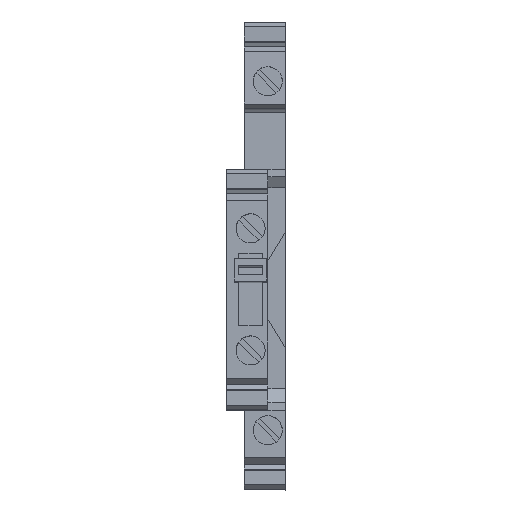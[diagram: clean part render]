
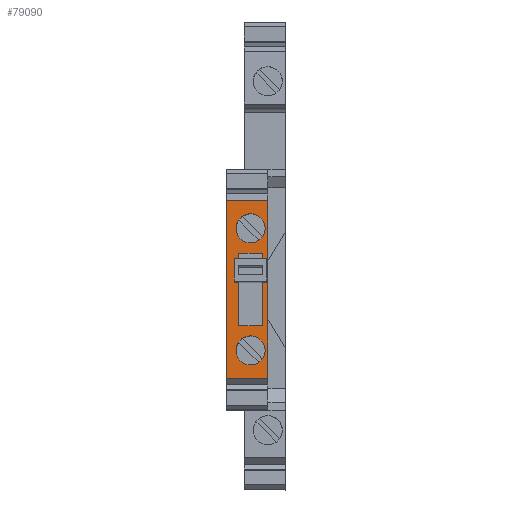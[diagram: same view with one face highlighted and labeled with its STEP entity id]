
A CAD part, top view. The second image highlights one B-rep face of the part: STEP entity #79090.
In plain terms, the highlighted face is planar.
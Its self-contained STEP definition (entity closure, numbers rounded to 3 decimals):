
#39890=CARTESIAN_POINT('',(14.225,31.349,
-5.8));
#39900=VERTEX_POINT('',#39890);
#42270=CARTESIAN_POINT('',(40.546,34.581,
-5.8));
#42280=VERTEX_POINT('',#42270);
#42310=CARTESIAN_POINT('',(0.,29.603,-5.8));
#42320=DIRECTION('',(-0.993,-0.122,
0.));
#42330=VECTOR('',#42320,1.);
#42340=LINE('',#42310,#42330);
#42350=EDGE_CURVE('',#42280,#39900,#42340,.T.);
#56560=CARTESIAN_POINT('',(0.,29.603,-4.685));
#56570=DIRECTION('',(0.993,0.122,
0.));
#56580=VECTOR('',#56570,1.);
#56590=LINE('',#56560,#56580);
#56600=CARTESIAN_POINT('',(28.451,33.096,
-4.685));
#56610=VERTEX_POINT('',#56600);
#56620=CARTESIAN_POINT('',(31.874,33.516,
-4.685));
#56630=VERTEX_POINT('',#56620);
#56640=EDGE_CURVE('',#56610,#56630,#56590,.T.);
#57820=CARTESIAN_POINT('',(14.225,31.349,0.));
#57830=DIRECTION('',(0.,0.,1.));
#57840=VECTOR('',#57830,1.);
#57850=LINE('',#57820,#57840);
#57860=CARTESIAN_POINT('',(14.225,31.349,
0.35));
#57870=VERTEX_POINT('',#57860);
#57880=EDGE_CURVE('',#39900,#57870,#57850,.T.);
#58110=CARTESIAN_POINT('',(40.546,34.581,0.));
#58120=DIRECTION('',(0.,0.,-1.));
#58130=VECTOR('',#58120,1.);
#58140=LINE('',#58110,#58130);
#58150=CARTESIAN_POINT('',(40.546,34.581,
0.35));
#58160=VERTEX_POINT('',#58150);
#58170=EDGE_CURVE('',#58160,#42280,#58140,.T.);
#77700=CARTESIAN_POINT('',(39.914,34.504,
-5.8));
#77710=DIRECTION('',(0.122,-0.993,
0.));
#77720=DIRECTION('',(0.993,0.122,
0.));
#77730=AXIS2_PLACEMENT_3D('',#77700,#77710,#77720);
#77740=PLANE('',#77730);
#77750=CARTESIAN_POINT('',(28.451,33.096,
0.));
#77760=DIRECTION('',(0.,0.,-1.));
#77770=VECTOR('',#77760,1.);
#77780=LINE('',#77750,#77770);
#77790=CARTESIAN_POINT('',(28.451,33.096,
-4.025));
#77800=VERTEX_POINT('',#77790);
#77810=EDGE_CURVE('',#77800,#56610,#77780,.T.);
#77820=ORIENTED_EDGE('',*,*,#77810,.T.);
#77830=CARTESIAN_POINT('',(0.,29.603,
-4.025));
#77840=DIRECTION('',(-0.993,-0.122,
0.));
#77850=VECTOR('',#77840,1.);
#77860=LINE('',#77830,#77850);
#77870=CARTESIAN_POINT('',(22.026,32.307,
-4.025));
#77880=VERTEX_POINT('',#77870);
#77890=EDGE_CURVE('',#77800,#77880,#77860,.T.);
#77900=ORIENTED_EDGE('',*,*,#77890,.F.);
#77910=CARTESIAN_POINT('',(22.026,32.307,
0.));
#77920=DIRECTION('',(0.,0.,1.));
#77930=VECTOR('',#77920,1.);
#77940=LINE('',#77910,#77930);
#77950=CARTESIAN_POINT('',(22.026,32.307,
-0.475));
#77960=VERTEX_POINT('',#77950);
#77970=EDGE_CURVE('',#77880,#77960,#77940,.T.);
#77980=ORIENTED_EDGE('',*,*,#77970,.F.);
#77990=CARTESIAN_POINT('',(0.,29.603,
-0.475));
#78000=DIRECTION('',(0.993,0.122,
0.));
#78010=VECTOR('',#78000,1.);
#78020=LINE('',#77990,#78010);
#78030=CARTESIAN_POINT('',(28.451,33.096,
-0.475));
#78040=VERTEX_POINT('',#78030);
#78050=EDGE_CURVE('',#77960,#78040,#78020,.T.);
#78060=ORIENTED_EDGE('',*,*,#78050,.F.);
#78070=CARTESIAN_POINT('',(28.451,33.096,
0.185));
#78080=VERTEX_POINT('',#78070);
#78090=EDGE_CURVE('',#78080,#78040,#77780,.T.);
#78100=ORIENTED_EDGE('',*,*,#78090,.T.);
#78110=CARTESIAN_POINT('',(0.,29.603,0.185));
#78120=DIRECTION('',(-0.993,-0.122,
0.));
#78130=VECTOR('',#78120,1.);
#78140=LINE('',#78110,#78130);
#78150=CARTESIAN_POINT('',(31.874,33.516,
0.185));
#78160=VERTEX_POINT('',#78150);
#78170=EDGE_CURVE('',#78160,#78080,#78140,.T.);
#78180=ORIENTED_EDGE('',*,*,#78170,.T.);
#78190=CARTESIAN_POINT('',(31.874,33.516,0.));
#78200=DIRECTION('',(0.,0.,-1.));
#78210=VECTOR('',#78200,1.);
#78220=LINE('',#78190,#78210);
#78230=CARTESIAN_POINT('',(31.874,33.516,
-0.475));
#78240=VERTEX_POINT('',#78230);
#78250=EDGE_CURVE('',#78160,#78240,#78220,.T.);
#78260=ORIENTED_EDGE('',*,*,#78250,.F.);
#78270=CARTESIAN_POINT('',(0.,29.603,
-0.475));
#78280=DIRECTION('',(0.993,0.122,
0.));
#78290=VECTOR('',#78280,1.);
#78300=LINE('',#78270,#78290);
#78310=CARTESIAN_POINT('',(32.745,33.623,
-0.475));
#78320=VERTEX_POINT('',#78310);
#78330=EDGE_CURVE('',#78240,#78320,#78300,.T.);
#78340=ORIENTED_EDGE('',*,*,#78330,.F.);
#78350=CARTESIAN_POINT('',(32.745,33.623,
0.));
#78360=DIRECTION('',(0.,0.,-1.));
#78370=VECTOR('',#78360,1.);
#78380=LINE('',#78350,#78370);
#78390=CARTESIAN_POINT('',(32.745,33.623,
-4.025));
#78400=VERTEX_POINT('',#78390);
#78410=EDGE_CURVE('',#78320,#78400,#78380,.T.);
#78420=ORIENTED_EDGE('',*,*,#78410,.F.);
#78430=CARTESIAN_POINT('',(0.,29.603,
-4.025));
#78440=DIRECTION('',(-0.993,-0.122,
0.));
#78450=VECTOR('',#78440,1.);
#78460=LINE('',#78430,#78450);
#78470=CARTESIAN_POINT('',(31.874,33.516,
-4.025));
#78480=VERTEX_POINT('',#78470);
#78490=EDGE_CURVE('',#78400,#78480,#78460,.T.);
#78500=ORIENTED_EDGE('',*,*,#78490,.F.);
#78510=CARTESIAN_POINT('',(31.874,33.516,0.));
#78520=DIRECTION('',(0.,0.,1.));
#78530=VECTOR('',#78520,1.);
#78540=LINE('',#78510,#78530);
#78550=EDGE_CURVE('',#56630,#78480,#78540,.T.);
#78560=ORIENTED_EDGE('',*,*,#78550,.T.);
#78570=ORIENTED_EDGE('',*,*,#56640,.T.);
#78580=EDGE_LOOP('',(#78570,#78560,#78500,#78420,#78340,#78260,#78180,
#78100,#78060,#77980,#77900,#77820));
#78590=FACE_BOUND('',#78580,.T.);
#78600=CARTESIAN_POINT('',(18.329,31.853,
-2.25));
#78610=DIRECTION('',(-0.122,0.993,
0.));
#78620=DIRECTION('',(-0.993,-0.122,
0.));
#78630=AXIS2_PLACEMENT_3D('',#78600,#78610,#78620);
#78640=CIRCLE('',#78630,2.175);
#78650=CARTESIAN_POINT('',(19.54,32.002,
-4.05));
#78660=VERTEX_POINT('',#78650);
#78670=CARTESIAN_POINT('',(16.17,31.588,
-2.25));
#78680=VERTEX_POINT('',#78670);
#78690=EDGE_CURVE('',#78660,#78680,#78640,.T.);
#78700=ORIENTED_EDGE('',*,*,#78690,.F.);
#78710=CARTESIAN_POINT('',(20.487,32.118,
-2.25));
#78720=VERTEX_POINT('',#78710);
#78730=EDGE_CURVE('',#78680,#78720,#78640,.T.);
#78740=ORIENTED_EDGE('',*,*,#78730,.F.);
#78750=EDGE_CURVE('',#78720,#78660,#78640,.T.);
#78760=ORIENTED_EDGE('',*,*,#78750,.F.);
#78770=EDGE_LOOP('',(#78760,#78740,#78700));
#78780=FACE_BOUND('',#78770,.T.);
#78790=CARTESIAN_POINT('',(36.443,34.077,
-2.25));
#78800=DIRECTION('',(-0.122,0.993,
0.));
#78810=DIRECTION('',(-0.993,-0.122,
0.));
#78820=AXIS2_PLACEMENT_3D('',#78790,#78800,#78810);
#78830=CIRCLE('',#78820,2.175);
#78840=CARTESIAN_POINT('',(37.654,34.226,
-4.05));
#78850=VERTEX_POINT('',#78840);
#78860=CARTESIAN_POINT('',(34.284,33.812,
-2.25));
#78870=VERTEX_POINT('',#78860);
#78880=EDGE_CURVE('',#78850,#78870,#78830,.T.);
#78890=ORIENTED_EDGE('',*,*,#78880,.F.);
#78900=CARTESIAN_POINT('',(38.601,34.342,
-2.25));
#78910=VERTEX_POINT('',#78900);
#78920=EDGE_CURVE('',#78870,#78910,#78830,.T.);
#78930=ORIENTED_EDGE('',*,*,#78920,.F.);
#78940=EDGE_CURVE('',#78910,#78850,#78830,.T.);
#78950=ORIENTED_EDGE('',*,*,#78940,.F.);
#78960=EDGE_LOOP('',(#78950,#78930,#78890));
#78970=FACE_BOUND('',#78960,.T.);
#78980=ORIENTED_EDGE('',*,*,#58170,.T.);
#78990=CARTESIAN_POINT('',(0.,29.603,0.35));
#79000=DIRECTION('',(-0.993,-0.122,
0.));
#79010=VECTOR('',#79000,1.);
#79020=LINE('',#78990,#79010);
#79030=EDGE_CURVE('',#58160,#57870,#79020,.T.);
#79040=ORIENTED_EDGE('',*,*,#79030,.F.);
#79050=ORIENTED_EDGE('',*,*,#57880,.T.);
#79060=ORIENTED_EDGE('',*,*,#42350,.T.);
#79070=EDGE_LOOP('',(#79060,#79050,#79040,#78980));
#79080=FACE_OUTER_BOUND('',#79070,.T.);
#79090=ADVANCED_FACE('',(#78590,#78780,#78970,#79080),#77740,.F.);
